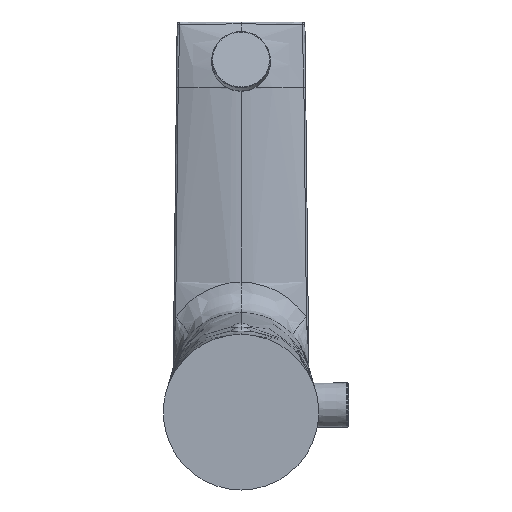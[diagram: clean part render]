
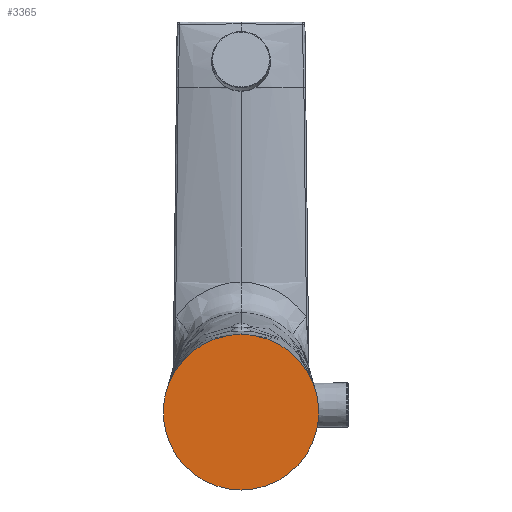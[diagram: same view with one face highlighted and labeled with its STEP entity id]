
A CAD part, front view. The second image highlights one B-rep face of the part: STEP entity #3365.
In plain terms, the highlighted planar face has unit normal (0, -1, 0).
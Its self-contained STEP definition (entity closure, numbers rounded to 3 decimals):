
#36 = FACE_OUTER_BOUND ( 'NONE', #1376, .T. ) ;
#269 = CARTESIAN_POINT ( 'NONE',  ( 375.31, 963.826, 1250.664 ) ) ;
#620 = VERTEX_POINT ( 'NONE', #7043 ) ;
#853 = ORIENTED_EDGE ( 'NONE', *, *, #4666, .T. ) ;
#893 = CARTESIAN_POINT ( 'NONE',  ( 380.205, 963.826, 1306.664 ) ) ;
#1376 = EDGE_LOOP ( 'NONE', ( #853, #7938 ) ) ;
#1760 = CARTESIAN_POINT ( 'NONE',  ( 349.97, 963.826, 1263.959 ) ) ;
#1819 = CARTESIAN_POINT ( 'NONE',  ( 360.687, 963.826, 1253.268 ) ) ;
#2418 = DIRECTION ( 'NONE',  ( 0., 0., 1. ) ) ;
#2445 = CARTESIAN_POINT ( 'NONE',  ( 375.31, 963.826, 1250.664 ) ) ;
#2751 = CARTESIAN_POINT ( 'NONE',  ( 389.933, 963.826, 1253.268 ) ) ;
#2801 = EDGE_CURVE ( 'NONE', #620, #5357, #3164, .T. ) ;
#3110 = AXIS2_PLACEMENT_3D ( 'NONE', #4960, #5014, #2418 ) ;
#3164 = B_SPLINE_CURVE_WITH_KNOTS ( 'NONE', 3,
 ( #2445, #4320, #1819, #1760, #7633, #7056, #4342, #5653, #3737 ),
 .UNSPECIFIED., .F., .F.,
 ( 4, 1, 1, 1, 1, 1, 4 ),
 ( 0., 0.015, 0.029, 0.044, 0.058, 0.073, 0.088 ),
 .UNSPECIFIED. ) ;
#3365 = ADVANCED_FACE ( 'NONE', ( #36 ), #6254, .F. ) ;
#3413 = CARTESIAN_POINT ( 'NONE',  ( 380.184, 963.826, 1250.664 ) ) ;
#3737 = CARTESIAN_POINT ( 'NONE',  ( 375.31, 963.826, 1306.664 ) ) ;
#4320 = CARTESIAN_POINT ( 'NONE',  ( 370.436, 963.826, 1250.664 ) ) ;
#4342 = CARTESIAN_POINT ( 'NONE',  ( 360.627, 963.826, 1304.034 ) ) ;
#4666 = EDGE_CURVE ( 'NONE', #620, #5357, #6874, .T. ) ;
#4960 = CARTESIAN_POINT ( 'NONE',  ( 375.31, 963.826, 1278.664 ) ) ;
#5014 = DIRECTION ( 'NONE',  ( 0., 1., 0. ) ) ;
#5357 = VERTEX_POINT ( 'NONE', #5411 ) ;
#5404 = CARTESIAN_POINT ( 'NONE',  ( 400.65, 963.826, 1263.959 ) ) ;
#5411 = CARTESIAN_POINT ( 'NONE',  ( 375.31, 963.826, 1306.664 ) ) ;
#5653 = CARTESIAN_POINT ( 'NONE',  ( 370.415, 963.826, 1306.664 ) ) ;
#6254 = PLANE ( 'NONE',  #3110 ) ;
#6667 = CARTESIAN_POINT ( 'NONE',  ( 400.734, 963.826, 1293.268 ) ) ;
#6749 = CARTESIAN_POINT ( 'NONE',  ( 375.31, 963.826, 1306.664 ) ) ;
#6874 = B_SPLINE_CURVE_WITH_KNOTS ( 'NONE', 3,
 ( #269, #3413, #2751, #5404, #7319, #6667, #8045, #893, #6749 ),
 .UNSPECIFIED., .F., .F.,
 ( 4, 1, 1, 1, 1, 1, 4 ),
 ( 0., 0.015, 0.029, 0.044, 0.058, 0.073, 0.088 ),
 .UNSPECIFIED. ) ;
#7043 = CARTESIAN_POINT ( 'NONE',  ( 375.31, 963.826, 1250.664 ) ) ;
#7056 = CARTESIAN_POINT ( 'NONE',  ( 349.886, 963.826, 1293.268 ) ) ;
#7319 = CARTESIAN_POINT ( 'NONE',  ( 404.619, 963.826, 1278.537 ) ) ;
#7633 = CARTESIAN_POINT ( 'NONE',  ( 346.001, 963.826, 1278.537 ) ) ;
#7938 = ORIENTED_EDGE ( 'NONE', *, *, #2801, .F. ) ;
#8045 = CARTESIAN_POINT ( 'NONE',  ( 389.993, 963.826, 1304.034 ) ) ;
